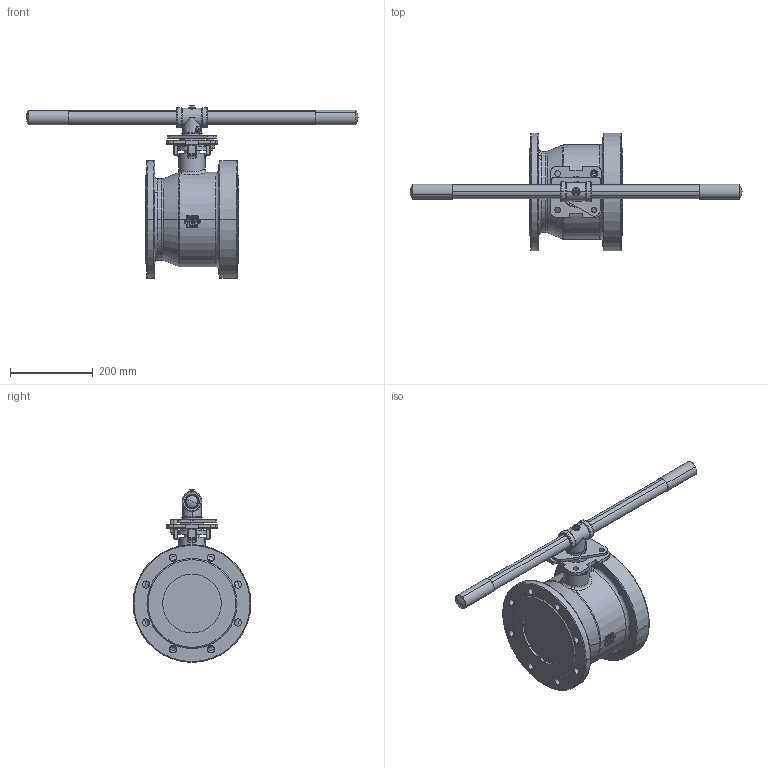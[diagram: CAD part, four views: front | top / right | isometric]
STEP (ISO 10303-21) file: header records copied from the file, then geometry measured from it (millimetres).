
FILE_DESCRIPTION(('HOOPS Exchange Step'),'2;1');
FILE_NAME('FK0300_DN150.stp','2025-07-24T11:54:31+02:00',('nieru'),('Unknown organisation'),'HOOPS Exchange 2024.2','HOOPS Exchange','Unknown authorisation');
FILE_SCHEMA( ('AP203_CONFIGURATION_CONTROLLED_3D_DESIGN_OF_MECHANICAL_PARTS_AND_ASSEMBLIES_MIM_LF') );
Length unit declared in the file: millimetre
Products named in the file (2): 0; root
Assembly tree (1 placements, depth 2):
  root
    0
Bounding box: 803.1 x 285 x 418.08 mm (x, y, z)
Volume: 10240125.5 mm3; surface area: 667206.6 mm2
Topology: 2 solids, 12 shells, 1134 faces, 3001 edges, 1930 vertices
Faces by surface type: cylinder 352, plane 328, bspline 266, torus 98, cone 78, sphere 12
Entity records: 67343 total; most frequent: CARTESIAN_POINT 41654, ORIENTED_EDGE 5926, DIRECTION 4474, EDGE_CURVE 2963, VERTEX_POINT 1929, AXIS2_PLACEMENT_3D 1759, EDGE_LOOP 1272, FACE_BOUND 1272
